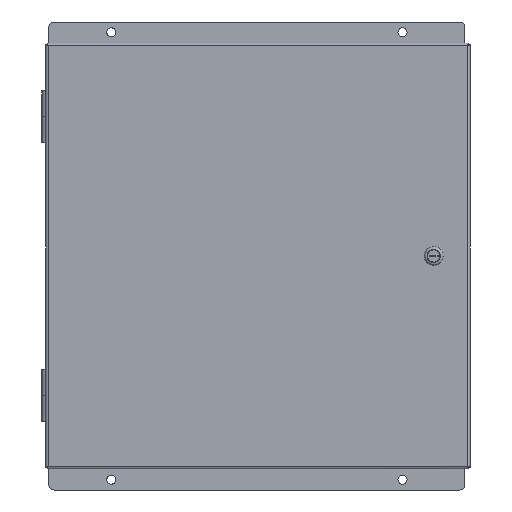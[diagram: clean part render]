
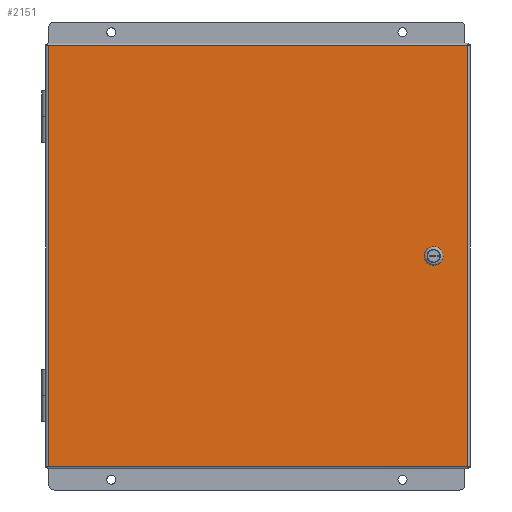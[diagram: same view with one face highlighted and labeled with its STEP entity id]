
A CAD part, front view. The second image highlights one B-rep face of the part: STEP entity #2151.
In plain terms, the highlighted planar face has unit normal (0, -1, 0).
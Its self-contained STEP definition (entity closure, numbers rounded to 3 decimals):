
#2151 = ADVANCED_FACE( '', ( #5008, #5009 ), #5010, .T. );
#5008 = FACE_BOUND( '', #17126, .T. );
#5009 = FACE_OUTER_BOUND( '', #17127, .T. );
#5010 = PLANE( '', #17128 );
#17126 = EDGE_LOOP( '', ( #43742, #43743, #43744, #43745 ) );
#17127 = EDGE_LOOP( '', ( #43746, #43747, #43748, #43749 ) );
#17128 = AXIS2_PLACEMENT_3D( '', #43750, #43751, #43752 );
#43742 = ORIENTED_EDGE( '', *, *, #53153, .F. );
#43743 = ORIENTED_EDGE( '', *, *, #54010, .F. );
#43744 = ORIENTED_EDGE( '', *, *, #54011, .F. );
#43745 = ORIENTED_EDGE( '', *, *, #54012, .F. );
#43746 = ORIENTED_EDGE( '', *, *, #53331, .T. );
#43747 = ORIENTED_EDGE( '', *, *, #54013, .F. );
#43748 = ORIENTED_EDGE( '', *, *, #54014, .F. );
#43749 = ORIENTED_EDGE( '', *, *, #54015, .F. );
#43750 = CARTESIAN_POINT( '', ( 0., 0., 0. ) );
#43751 = DIRECTION( '', ( 0., -1., 0. ) );
#43752 = DIRECTION( '', ( 0., 0., -1. ) );
#53153 = EDGE_CURVE( '', #57450, #57452, #57453, .T. );
#53331 = EDGE_CURVE( '', #57752, #57316, #57753, .T. );
#54010 = EDGE_CURVE( '', #58898, #57450, #58899, .T. );
#54011 = EDGE_CURVE( '', #58900, #58898, #58901, .T. );
#54012 = EDGE_CURVE( '', #57452, #58900, #58902, .T. );
#54013 = EDGE_CURVE( '', #56627, #57316, #58903, .T. );
#54014 = EDGE_CURVE( '', #57332, #56627, #58904, .T. );
#54015 = EDGE_CURVE( '', #57752, #57332, #58905, .T. );
#56627 = VERTEX_POINT( '', #62637 );
#57316 = VERTEX_POINT( '', #64473 );
#57332 = VERTEX_POINT( '', #64519 );
#57450 = VERTEX_POINT( '', #64870 );
#57452 = VERTEX_POINT( '', #64873 );
#57453 = CIRCLE( '', #64874, 9.716 );
#57752 = VERTEX_POINT( '', #65743 );
#57753 = LINE( '', #65744, #65745 );
#58898 = VERTEX_POINT( '', #69449 );
#58899 = LINE( '', #69450, #69451 );
#58900 = VERTEX_POINT( '', #69452 );
#58901 = CIRCLE( '', #69453, 9.716 );
#58902 = LINE( '', #69454, #69455 );
#58903 = LINE( '', #69456, #69457 );
#58904 = LINE( '', #69458, #69459 );
#58905 = LINE( '', #69460, #69461 );
#62637 = CARTESIAN_POINT( '', ( -256.362, 0., -257.162 ) );
#64473 = CARTESIAN_POINT( '', ( -256.362, 0., 257.162 ) );
#64519 = CARTESIAN_POINT( '', ( 256.362, 0., -257.162 ) );
#64870 = CARTESIAN_POINT( '', ( 206.502, 0., -5.322 ) );
#64873 = CARTESIAN_POINT( '', ( 222.758, 0., -5.322 ) );
#64874 = AXIS2_PLACEMENT_3D( '', #76981, #76982, #76983 );
#65743 = CARTESIAN_POINT( '', ( 256.362, 0., 257.162 ) );
#65744 = CARTESIAN_POINT( '', ( -256.362, 0., 257.162 ) );
#65745 = VECTOR( '', #77114, 1000. );
#69449 = CARTESIAN_POINT( '', ( 206.502, 0., 5.322 ) );
#69450 = CARTESIAN_POINT( '', ( 206.502, 0., -5.322 ) );
#69451 = VECTOR( '', #77420, 1000. );
#69452 = CARTESIAN_POINT( '', ( 222.758, 0., 5.322 ) );
#69453 = AXIS2_PLACEMENT_3D( '', #77421, #77422, #77423 );
#69454 = CARTESIAN_POINT( '', ( 222.758, 0., -5.322 ) );
#69455 = VECTOR( '', #77424, 1000. );
#69456 = CARTESIAN_POINT( '', ( -256.362, 0., -257.162 ) );
#69457 = VECTOR( '', #77425, 1000. );
#69458 = CARTESIAN_POINT( '', ( 256.362, 0., -257.162 ) );
#69459 = VECTOR( '', #77426, 1000. );
#69460 = CARTESIAN_POINT( '', ( 256.362, 0., 257.162 ) );
#69461 = VECTOR( '', #77427, 1000. );
#76981 = CARTESIAN_POINT( '', ( 214.63, 0., 0. ) );
#76982 = DIRECTION( '', ( 0., -1., 0. ) );
#76983 = DIRECTION( '', ( -1., 0., 0. ) );
#77114 = DIRECTION( '', ( -1., 0., 0. ) );
#77420 = DIRECTION( '', ( 0., 0., -1. ) );
#77421 = CARTESIAN_POINT( '', ( 214.63, 0., 0. ) );
#77422 = DIRECTION( '', ( 0., -1., 0. ) );
#77423 = DIRECTION( '', ( -1., 0., 0. ) );
#77424 = DIRECTION( '', ( 0., 0., 1. ) );
#77425 = DIRECTION( '', ( 0., 0., 1. ) );
#77426 = DIRECTION( '', ( -1., 0., 0. ) );
#77427 = DIRECTION( '', ( 0., 0., -1. ) );
